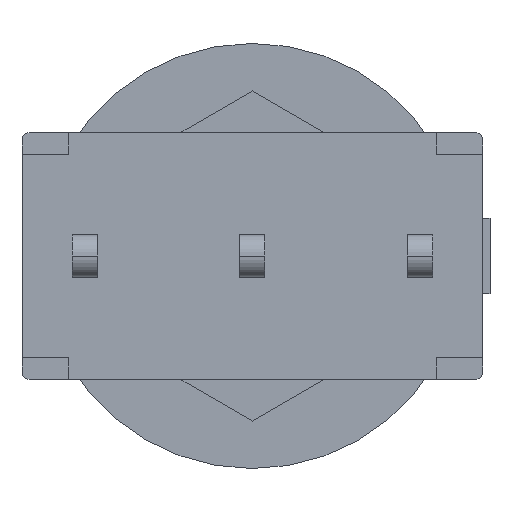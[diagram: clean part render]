
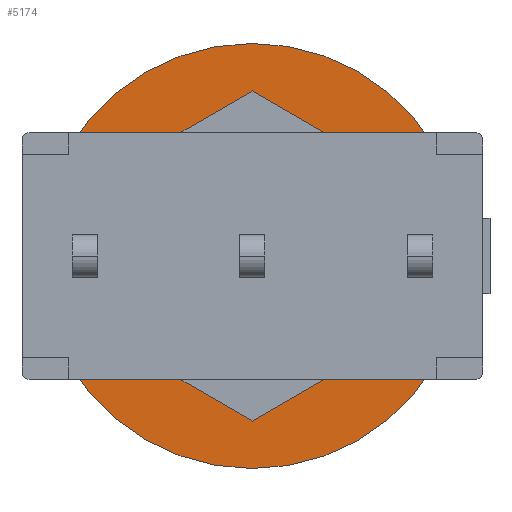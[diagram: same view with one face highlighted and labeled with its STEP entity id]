
A CAD part, front view. The second image highlights one B-rep face of the part: STEP entity #5174.
In plain terms, the highlighted planar face has unit normal (0, -1, 0).
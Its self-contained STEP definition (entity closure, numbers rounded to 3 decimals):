
#115 = AXIS2_PLACEMENT_3D ( 'NONE', #5603, #3728, #493 ) ;
#493 = DIRECTION ( 'NONE',  ( -1., 0., 0. ) ) ;
#502 = EDGE_LOOP ( 'NONE', ( #1573, #5477 ) ) ;
#562 = FACE_OUTER_BOUND ( 'NONE', #502, .T. ) ;
#612 = CARTESIAN_POINT ( 'NONE',  ( 3.118, 7.3, 0.45 ) ) ;
#683 = EDGE_CURVE ( 'NONE', #1747, #2942, #1772, .T. ) ;
#756 = CARTESIAN_POINT ( 'NONE',  ( 5.85, 7.3, 1.05 ) ) ;
#783 = DIRECTION ( 'NONE',  ( 0., 0., 1. ) ) ;
#940 = EDGE_CURVE ( 'NONE', #5441, #1148, #3976, .T. ) ;
#1095 = CARTESIAN_POINT ( 'NONE',  ( 5.85, 7.3, -1.086 ) ) ;
#1113 = CIRCLE ( 'NONE', #4727, 5.95 ) ;
#1148 = VERTEX_POINT ( 'NONE', #4258 ) ;
#1178 = CARTESIAN_POINT ( 'NONE',  ( 2.7, 7.3, 0. ) ) ;
#1196 = CARTESIAN_POINT ( 'NONE',  ( 5.85, 7.3, 1.086 ) ) ;
#1317 = EDGE_CURVE ( 'NONE', #1747, #2942, #1113, .T. ) ;
#1573 = ORIENTED_EDGE ( 'NONE', *, *, #1317, .F. ) ;
#1729 = DIRECTION ( 'NONE',  ( 0., 1., 0. ) ) ;
#1747 = VERTEX_POINT ( 'NONE', #1095 ) ;
#1772 = LINE ( 'NONE', #756, #3304 ) ;
#1823 = LINE ( 'NONE', #2561, #5551 ) ;
#2010 = ORIENTED_EDGE ( 'NONE', *, *, #940, .F. ) ;
#2018 = CARTESIAN_POINT ( 'NONE',  ( 0., 7.3, -0.45 ) ) ;
#2072 = VECTOR ( 'NONE', #3573, 1000. ) ;
#2561 = CARTESIAN_POINT ( 'NONE',  ( 0., 7.3, 0.45 ) ) ;
#2671 = AXIS2_PLACEMENT_3D ( 'NONE', #5053, #1729, #5531 ) ;
#2914 = DIRECTION ( 'NONE',  ( -1., 0., 0. ) ) ;
#2942 = VERTEX_POINT ( 'NONE', #1196 ) ;
#2980 = DIRECTION ( 'NONE',  ( -1., 0., 0. ) ) ;
#2993 = EDGE_CURVE ( 'NONE', #4914, #1148, #3322, .T. ) ;
#2997 = DIRECTION ( 'NONE',  ( -1., 0., 0. ) ) ;
#3159 = VECTOR ( 'NONE', #2980, 1000. ) ;
#3304 = VECTOR ( 'NONE', #783, 1000. ) ;
#3322 = LINE ( 'NONE', #1178, #2072 ) ;
#3573 = DIRECTION ( 'NONE',  ( 0., 0., -1. ) ) ;
#3672 = EDGE_LOOP ( 'NONE', ( #4611, #4880, #4710, #2010 ) ) ;
#3728 = DIRECTION ( 'NONE',  ( 0., 1., 0. ) ) ;
#3976 = LINE ( 'NONE', #2018, #3159 ) ;
#4258 = CARTESIAN_POINT ( 'NONE',  ( 2.7, 7.3, -0.45 ) ) ;
#4291 = VERTEX_POINT ( 'NONE', #612 ) ;
#4305 = CARTESIAN_POINT ( 'NONE',  ( 0., 7.3, 0. ) ) ;
#4362 = CARTESIAN_POINT ( 'NONE',  ( 2.7, 7.3, 0.45 ) ) ;
#4442 = EDGE_CURVE ( 'NONE', #4291, #4914, #1823, .T. ) ;
#4611 = ORIENTED_EDGE ( 'NONE', *, *, #5940, .T. ) ;
#4686 = PLANE ( 'NONE',  #115 ) ;
#4710 = ORIENTED_EDGE ( 'NONE', *, *, #2993, .T. ) ;
#4727 = AXIS2_PLACEMENT_3D ( 'NONE', #4305, #5707, #2914 ) ;
#4880 = ORIENTED_EDGE ( 'NONE', *, *, #4442, .T. ) ;
#4914 = VERTEX_POINT ( 'NONE', #4362 ) ;
#4968 = CIRCLE ( 'NONE', #2671, 3.15 ) ;
#5053 = CARTESIAN_POINT ( 'NONE',  ( 0., 7.3, 0. ) ) ;
#5174 = ADVANCED_FACE ( 'NONE', ( #5891, #562 ), #4686, .F. ) ;
#5441 = VERTEX_POINT ( 'NONE', #5961 ) ;
#5477 = ORIENTED_EDGE ( 'NONE', *, *, #683, .T. ) ;
#5531 = DIRECTION ( 'NONE',  ( -1., 0., 0. ) ) ;
#5551 = VECTOR ( 'NONE', #2997, 1000. ) ;
#5603 = CARTESIAN_POINT ( 'NONE',  ( 0., 7.3, 0. ) ) ;
#5707 = DIRECTION ( 'NONE',  ( 0., 1., 0. ) ) ;
#5891 = FACE_BOUND ( 'NONE', #3672, .T. ) ;
#5940 = EDGE_CURVE ( 'NONE', #5441, #4291, #4968, .T. ) ;
#5961 = CARTESIAN_POINT ( 'NONE',  ( 3.118, 7.3, -0.45 ) ) ;
